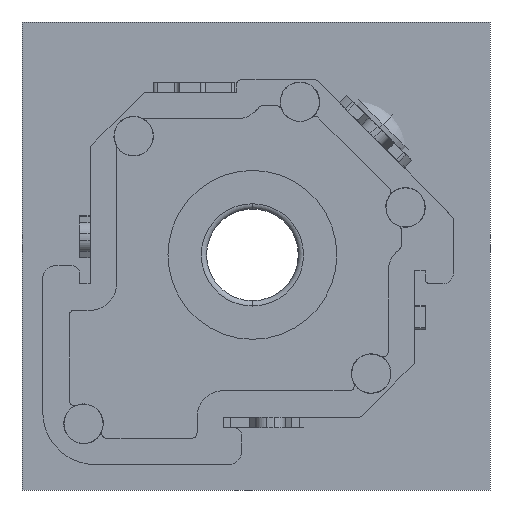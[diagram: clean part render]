
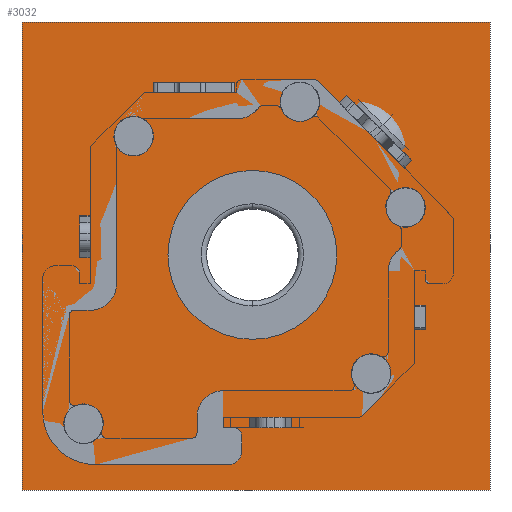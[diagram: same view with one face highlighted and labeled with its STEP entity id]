
A CAD part, front view. The second image highlights one B-rep face of the part: STEP entity #3032.
In plain terms, the highlighted planar face has unit normal (0, -1, 0).
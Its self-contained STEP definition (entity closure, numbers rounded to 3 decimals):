
#576=CARTESIAN_POINT('',(0.,0.5,0.));
#577=DIRECTION('',(0.,1.,0.));
#578=DIRECTION('',(-1.,0.,0.));
#579=AXIS2_PLACEMENT_3D('',#576,#577,#578);
#581=CARTESIAN_POINT('',(0.,0.5,0.));
#582=DIRECTION('',(0.,1.,0.));
#583=DIRECTION('',(1.,0.,0.));
#584=AXIS2_PLACEMENT_3D('',#581,#582,#583);
#586=CARTESIAN_POINT('',(-4.5,0.5,4.5));
#587=DIRECTION('',(0.,1.,0.));
#588=DIRECTION('',(1.,0.,0.));
#589=AXIS2_PLACEMENT_3D('',#586,#587,#588);
#591=CARTESIAN_POINT('',(-4.5,0.5,4.5));
#592=DIRECTION('',(0.,1.,0.));
#593=DIRECTION('',(-1.,0.,0.));
#594=AXIS2_PLACEMENT_3D('',#591,#592,#593);
#596=DIRECTION('',(0.,0.,1.));
#597=VECTOR('',#596,0.935);
#598=CARTESIAN_POINT('',(6.15,0.5,-2.838));
#599=LINE('',#598,#597);
#600=DIRECTION('',(1.,0.,0.));
#601=VECTOR('',#600,0.4);
#602=CARTESIAN_POINT('',(6.15,0.5,-2.838));
#603=LINE('',#602,#601);
#604=DIRECTION('',(0.,0.,1.));
#605=VECTOR('',#604,0.935);
#606=CARTESIAN_POINT('',(6.55,0.5,-2.838));
#607=LINE('',#606,#605);
#608=DIRECTION('',(1.,0.,0.));
#609=VECTOR('',#608,0.4);
#610=CARTESIAN_POINT('',(6.15,0.5,-1.903));
#611=LINE('',#610,#609);
#612=DIRECTION('',(-1.,0.,0.));
#613=VECTOR('',#612,3.065);
#614=CARTESIAN_POINT('',(-0.669,0.5,6.15));
#615=LINE('',#614,#613);
#616=DIRECTION('',(0.,0.,1.));
#617=VECTOR('',#616,0.4);
#618=CARTESIAN_POINT('',(-0.669,0.5,6.15));
#619=LINE('',#618,#617);
#620=DIRECTION('',(-1.,0.,0.));
#621=VECTOR('',#620,3.065);
#622=CARTESIAN_POINT('',(-0.669,0.5,6.55));
#623=LINE('',#622,#621);
#624=DIRECTION('',(0.,0.,1.));
#625=VECTOR('',#624,0.4);
#626=CARTESIAN_POINT('',(-3.733,0.5,6.15));
#627=LINE('',#626,#625);
#628=DIRECTION('',(0.,0.,1.));
#629=VECTOR('',#628,1.135);
#630=CARTESIAN_POINT('',(-6.15,0.5,0.114));
#631=LINE('',#630,#629);
#632=DIRECTION('',(-1.,0.,0.));
#633=VECTOR('',#632,0.4);
#634=CARTESIAN_POINT('',(-6.15,0.5,1.249));
#635=LINE('',#634,#633);
#636=DIRECTION('',(0.,0.,1.));
#637=VECTOR('',#636,1.135);
#638=CARTESIAN_POINT('',(-6.55,0.5,0.114));
#639=LINE('',#638,#637);
#640=DIRECTION('',(-1.,0.,0.));
#641=VECTOR('',#640,0.4);
#642=CARTESIAN_POINT('',(-6.15,0.5,0.114));
#643=LINE('',#642,#641);
#644=DIRECTION('',(0.707,0.,-0.707));
#645=VECTOR('',#644,3.499);
#646=CARTESIAN_POINT('',(3.571,0.5,6.045));
#647=LINE('',#646,#645);
#648=DIRECTION('',(-0.707,0.,-0.707));
#649=VECTOR('',#648,0.4);
#650=CARTESIAN_POINT('',(3.571,0.5,6.045));
#651=LINE('',#650,#649);
#652=DIRECTION('',(0.707,0.,-0.707));
#653=VECTOR('',#652,3.499);
#654=CARTESIAN_POINT('',(3.289,0.5,5.762));
#655=LINE('',#654,#653);
#656=DIRECTION('',(-0.707,0.,-0.707));
#657=VECTOR('',#656,0.4);
#658=CARTESIAN_POINT('',(6.045,0.5,3.571));
#659=LINE('',#658,#657);
#660=DIRECTION('',(0.,0.,-1.));
#661=VECTOR('',#660,17.737);
#662=CARTESIAN_POINT('',(9.004,0.5,8.826));
#663=LINE('',#662,#661);
#668=DIRECTION('',(1.,0.,0.));
#669=VECTOR('',#668,17.737);
#670=CARTESIAN_POINT('',(-8.733,0.5,8.826));
#671=LINE('',#670,#669);
#680=DIRECTION('',(0.,0.,1.));
#681=VECTOR('',#680,17.737);
#682=CARTESIAN_POINT('',(-8.733,0.5,-8.911));
#683=LINE('',#682,#681);
#692=DIRECTION('',(-1.,0.,0.));
#693=VECTOR('',#692,17.737);
#694=CARTESIAN_POINT('',(9.004,0.5,-8.911));
#695=LINE('',#694,#693);
#1601=CARTESIAN_POINT('',(9.004,0.5,8.826));
#1602=CARTESIAN_POINT('',(9.004,0.5,-8.911));
#1603=VERTEX_POINT('',#1601);
#1604=VERTEX_POINT('',#1602);
#1605=CARTESIAN_POINT('',(-8.733,0.5,-8.911));
#1606=VERTEX_POINT('',#1605);
#1607=CARTESIAN_POINT('',(-8.733,0.5,8.826));
#1608=VERTEX_POINT('',#1607);
#1609=CARTESIAN_POINT('',(-3.2,0.5,0.));
#1610=CARTESIAN_POINT('',(3.2,0.5,0.));
#1611=VERTEX_POINT('',#1609);
#1612=VERTEX_POINT('',#1610);
#1889=CARTESIAN_POINT('',(-3.75,0.5,4.5));
#1890=CARTESIAN_POINT('',(-5.25,0.5,4.5));
#1891=VERTEX_POINT('',#1889);
#1892=VERTEX_POINT('',#1890);
#1893=CARTESIAN_POINT('',(6.15,0.5,-2.838));
#1894=CARTESIAN_POINT('',(6.15,0.5,-1.903));
#1895=VERTEX_POINT('',#1893);
#1896=VERTEX_POINT('',#1894);
#1897=CARTESIAN_POINT('',(6.55,0.5,-2.838));
#1898=VERTEX_POINT('',#1897);
#1899=CARTESIAN_POINT('',(6.55,0.5,-1.903));
#1900=VERTEX_POINT('',#1899);
#1901=CARTESIAN_POINT('',(-0.669,0.5,6.15));
#1902=CARTESIAN_POINT('',(-3.733,0.5,6.15));
#1903=VERTEX_POINT('',#1901);
#1904=VERTEX_POINT('',#1902);
#1905=CARTESIAN_POINT('',(-0.669,0.5,6.55));
#1906=CARTESIAN_POINT('',(-3.733,0.5,6.55));
#1907=VERTEX_POINT('',#1905);
#1908=VERTEX_POINT('',#1906);
#1909=CARTESIAN_POINT('',(-6.15,0.5,0.114));
#1910=CARTESIAN_POINT('',(-6.15,0.5,1.249));
#1911=VERTEX_POINT('',#1909);
#1912=VERTEX_POINT('',#1910);
#1913=CARTESIAN_POINT('',(-6.55,0.5,0.114));
#1914=CARTESIAN_POINT('',(-6.55,0.5,1.249));
#1915=VERTEX_POINT('',#1913);
#1916=VERTEX_POINT('',#1914);
#1957=CARTESIAN_POINT('',(3.571,0.5,6.045));
#1958=CARTESIAN_POINT('',(6.045,0.5,3.571));
#1959=VERTEX_POINT('',#1957);
#1960=VERTEX_POINT('',#1958);
#1961=CARTESIAN_POINT('',(3.289,0.5,5.762));
#1962=CARTESIAN_POINT('',(5.762,0.5,3.289));
#1963=VERTEX_POINT('',#1961);
#1964=VERTEX_POINT('',#1962);
#2967=CARTESIAN_POINT('',(0.136,0.5,-0.042));
#2968=DIRECTION('',(0.,1.,0.));
#2969=DIRECTION('',(-1.,0.,0.));
#2970=AXIS2_PLACEMENT_3D('',#2967,#2968,#2969);
#2971=PLANE('',#2970);
#2973=ORIENTED_EDGE('',*,*,#2972,.T.);
#2975=ORIENTED_EDGE('',*,*,#2974,.T.);
#2977=ORIENTED_EDGE('',*,*,#2976,.T.);
#2979=ORIENTED_EDGE('',*,*,#2978,.T.);
#2980=EDGE_LOOP('',(#2973,#2975,#2977,#2979));
#2981=FACE_OUTER_BOUND('',#2980,.F.);
#2982=ORIENTED_EDGE('',*,*,#2873,.F.);
#2983=ORIENTED_EDGE('',*,*,#2058,.F.);
#2984=EDGE_LOOP('',(#2982,#2983));
#2985=FACE_BOUND('',#2984,.F.);
#2987=ORIENTED_EDGE('',*,*,#2986,.F.);
#2989=ORIENTED_EDGE('',*,*,#2988,.F.);
#2990=EDGE_LOOP('',(#2987,#2989));
#2991=FACE_BOUND('',#2990,.F.);
#2993=ORIENTED_EDGE('',*,*,#2992,.F.);
#2995=ORIENTED_EDGE('',*,*,#2994,.T.);
#2997=ORIENTED_EDGE('',*,*,#2996,.T.);
#2999=ORIENTED_EDGE('',*,*,#2998,.F.);
#3000=EDGE_LOOP('',(#2993,#2995,#2997,#2999));
#3001=FACE_BOUND('',#3000,.F.);
#3003=ORIENTED_EDGE('',*,*,#3002,.F.);
#3005=ORIENTED_EDGE('',*,*,#3004,.T.);
#3007=ORIENTED_EDGE('',*,*,#3006,.T.);
#3009=ORIENTED_EDGE('',*,*,#3008,.F.);
#3010=EDGE_LOOP('',(#3003,#3005,#3007,#3009));
#3011=FACE_BOUND('',#3010,.F.);
#3013=ORIENTED_EDGE('',*,*,#3012,.T.);
#3015=ORIENTED_EDGE('',*,*,#3014,.T.);
#3017=ORIENTED_EDGE('',*,*,#3016,.F.);
#3019=ORIENTED_EDGE('',*,*,#3018,.F.);
#3020=EDGE_LOOP('',(#3013,#3015,#3017,#3019));
#3021=FACE_BOUND('',#3020,.F.);
#3023=ORIENTED_EDGE('',*,*,#3022,.F.);
#3025=ORIENTED_EDGE('',*,*,#3024,.T.);
#3027=ORIENTED_EDGE('',*,*,#3026,.T.);
#3029=ORIENTED_EDGE('',*,*,#3028,.F.);
#3030=EDGE_LOOP('',(#3023,#3025,#3027,#3029));
#3031=FACE_BOUND('',#3030,.F.);
#580=CIRCLE('',#579,3.2);
#585=CIRCLE('',#584,3.2);
#590=CIRCLE('',#589,0.75);
#595=CIRCLE('',#594,0.75);
#2058=EDGE_CURVE('',#1612,#1611,#585,.T.);
#2873=EDGE_CURVE('',#1611,#1612,#580,.T.);
#2972=EDGE_CURVE('',#1603,#1604,#663,.T.);
#2974=EDGE_CURVE('',#1604,#1606,#695,.T.);
#2976=EDGE_CURVE('',#1606,#1608,#683,.T.);
#2978=EDGE_CURVE('',#1608,#1603,#671,.T.);
#2986=EDGE_CURVE('',#1891,#1892,#590,.T.);
#2988=EDGE_CURVE('',#1892,#1891,#595,.T.);
#2992=EDGE_CURVE('',#1895,#1896,#599,.T.);
#2994=EDGE_CURVE('',#1895,#1898,#603,.T.);
#2996=EDGE_CURVE('',#1898,#1900,#607,.T.);
#2998=EDGE_CURVE('',#1896,#1900,#611,.T.);
#3002=EDGE_CURVE('',#1903,#1904,#615,.T.);
#3004=EDGE_CURVE('',#1903,#1907,#619,.T.);
#3006=EDGE_CURVE('',#1907,#1908,#623,.T.);
#3008=EDGE_CURVE('',#1904,#1908,#627,.T.);
#3012=EDGE_CURVE('',#1911,#1912,#631,.T.);
#3014=EDGE_CURVE('',#1912,#1916,#635,.T.);
#3016=EDGE_CURVE('',#1915,#1916,#639,.T.);
#3018=EDGE_CURVE('',#1911,#1915,#643,.T.);
#3022=EDGE_CURVE('',#1959,#1960,#647,.T.);
#3024=EDGE_CURVE('',#1959,#1963,#651,.T.);
#3026=EDGE_CURVE('',#1963,#1964,#655,.T.);
#3028=EDGE_CURVE('',#1960,#1964,#659,.T.);
#3032=ADVANCED_FACE('',(#2981,#2985,#2991,#3001,#3011,#3021,#3031),#2971,.F.);
